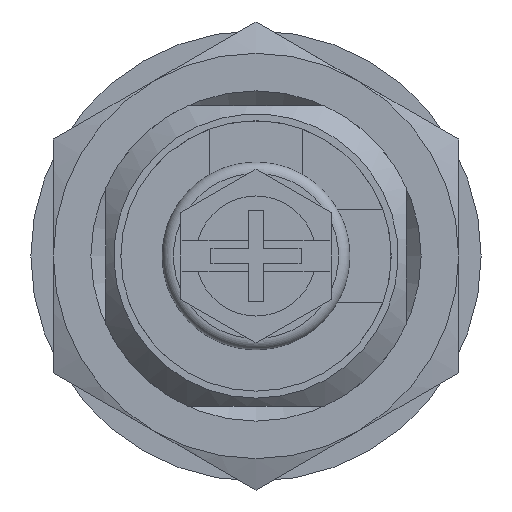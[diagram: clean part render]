
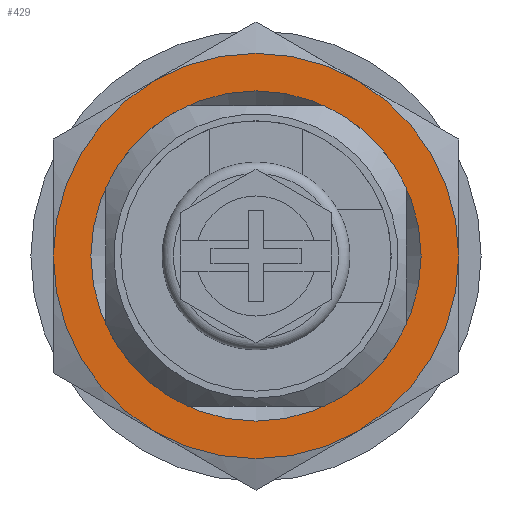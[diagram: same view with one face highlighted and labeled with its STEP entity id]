
A CAD part, front view. The second image highlights one B-rep face of the part: STEP entity #429.
In plain terms, the highlighted planar face has unit normal (0, -1, 0).
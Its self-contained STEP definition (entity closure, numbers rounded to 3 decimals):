
#429 = ADVANCED_FACE( '', ( #863, #864 ), #865, .T. );
#863 = FACE_OUTER_BOUND( '', #1323, .T. );
#864 = FACE_BOUND( '', #1324, .T. );
#865 = PLANE( '', #1325 );
#1323 = EDGE_LOOP( '', ( #2246, #2247, #2248, #2249, #2250, #2251 ) );
#1324 = EDGE_LOOP( '', ( #2252 ) );
#1325 = AXIS2_PLACEMENT_3D( '', #2253, #2254, #2255 );
#2246 = ORIENTED_EDGE( '', *, *, #2936, .T. );
#2247 = ORIENTED_EDGE( '', *, *, #2892, .T. );
#2248 = ORIENTED_EDGE( '', *, *, #2870, .T. );
#2249 = ORIENTED_EDGE( '', *, *, #2934, .T. );
#2250 = ORIENTED_EDGE( '', *, *, #2833, .T. );
#2251 = ORIENTED_EDGE( '', *, *, #2986, .T. );
#2252 = ORIENTED_EDGE( '', *, *, #2948, .F. );
#2253 = CARTESIAN_POINT( '', ( 11., -4.8, 0. ) );
#2254 = DIRECTION( '', ( 0., -1., 0. ) );
#2255 = DIRECTION( '', ( 0., 0., -1. ) );
#2833 = EDGE_CURVE( '', #3406, #3407, #3408, .T. );
#2870 = EDGE_CURVE( '', #3086, #3463, #3464, .T. );
#2892 = EDGE_CURVE( '', #3494, #3086, #3495, .T. );
#2934 = EDGE_CURVE( '', #3463, #3406, #3554, .T. );
#2936 = EDGE_CURVE( '', #3556, #3494, #3557, .T. );
#2948 = EDGE_CURVE( '', #3571, #3571, #3572, .T. );
#2986 = EDGE_CURVE( '', #3407, #3556, #3622, .T. );
#3086 = VERTEX_POINT( '', #3744 );
#3406 = VERTEX_POINT( '', #4251 );
#3407 = VERTEX_POINT( '', #4252 );
#3408 = CIRCLE( '', #4253, 13.5 );
#3463 = VERTEX_POINT( '', #4340 );
#3464 = CIRCLE( '', #4341, 13.5 );
#3494 = VERTEX_POINT( '', #4385 );
#3495 = CIRCLE( '', #4386, 13.5 );
#3554 = CIRCLE( '', #4477, 13.5 );
#3556 = VERTEX_POINT( '', #4479 );
#3557 = CIRCLE( '', #4480, 13.5 );
#3571 = VERTEX_POINT( '', #4513 );
#3572 = CIRCLE( '', #4514, 11. );
#3622 = CIRCLE( '', #4595, 13.5 );
#3744 = CARTESIAN_POINT( '', ( 6.75, -4.8, 11.691 ) );
#4251 = CARTESIAN_POINT( '', ( -13.5, -4.8, 0. ) );
#4252 = CARTESIAN_POINT( '', ( -6.75, -4.8, -11.691 ) );
#4253 = AXIS2_PLACEMENT_3D( '', #4938, #4939, #4940 );
#4340 = CARTESIAN_POINT( '', ( -6.75, -4.8, 11.691 ) );
#4341 = AXIS2_PLACEMENT_3D( '', #4980, #4981, #4982 );
#4385 = CARTESIAN_POINT( '', ( 13.5, -4.8, 0. ) );
#4386 = AXIS2_PLACEMENT_3D( '', #5007, #5008, #5009 );
#4477 = AXIS2_PLACEMENT_3D( '', #5057, #5058, #5059 );
#4479 = CARTESIAN_POINT( '', ( 6.75, -4.8, -11.691 ) );
#4480 = AXIS2_PLACEMENT_3D( '', #5060, #5061, #5062 );
#4513 = CARTESIAN_POINT( '', ( 0., -4.8, -11. ) );
#4514 = AXIS2_PLACEMENT_3D( '', #5067, #5068, #5069 );
#4595 = AXIS2_PLACEMENT_3D( '', #5102, #5103, #5104 );
#4938 = CARTESIAN_POINT( '', ( 0., -4.8, 0. ) );
#4939 = DIRECTION( '', ( 0., -1., 0. ) );
#4940 = DIRECTION( '', ( 0., 0., -1. ) );
#4980 = CARTESIAN_POINT( '', ( 0., -4.8, 0. ) );
#4981 = DIRECTION( '', ( 0., -1., 0. ) );
#4982 = DIRECTION( '', ( 0., 0., -1. ) );
#5007 = CARTESIAN_POINT( '', ( 0., -4.8, 0. ) );
#5008 = DIRECTION( '', ( 0., -1., 0. ) );
#5009 = DIRECTION( '', ( 0., 0., -1. ) );
#5057 = CARTESIAN_POINT( '', ( 0., -4.8, 0. ) );
#5058 = DIRECTION( '', ( 0., -1., 0. ) );
#5059 = DIRECTION( '', ( 0., 0., -1. ) );
#5060 = CARTESIAN_POINT( '', ( 0., -4.8, 0. ) );
#5061 = DIRECTION( '', ( 0., -1., 0. ) );
#5062 = DIRECTION( '', ( 0., 0., -1. ) );
#5067 = CARTESIAN_POINT( '', ( 0., -4.8, 0. ) );
#5068 = DIRECTION( '', ( 0., -1., 0. ) );
#5069 = DIRECTION( '', ( 0., 0., -1. ) );
#5102 = CARTESIAN_POINT( '', ( 0., -4.8, 0. ) );
#5103 = DIRECTION( '', ( 0., -1., 0. ) );
#5104 = DIRECTION( '', ( 0., 0., -1. ) );
